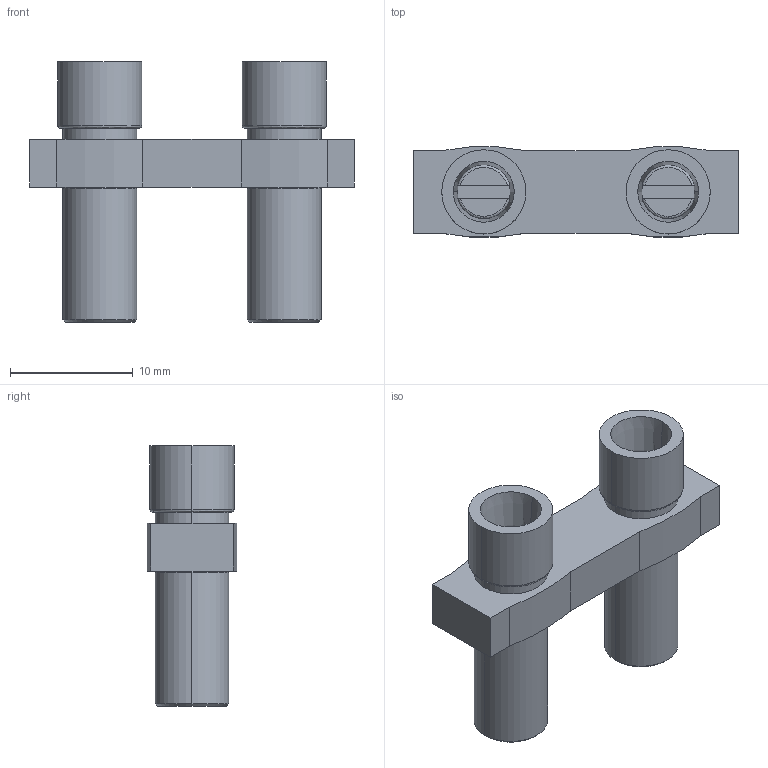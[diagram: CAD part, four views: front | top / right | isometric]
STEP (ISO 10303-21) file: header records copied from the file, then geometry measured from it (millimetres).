
FILE_DESCRIPTION (( 'STEP AP203' ), '1' );
FILE_NAME ('2''LÝ - MRK 35 ÜST KÖPRÜ.STEP', '2020-03-26T08:19:59', ( '' ), ( '' ), 'SwSTEP 2.0', 'SolidWorks 2011', '' );
FILE_SCHEMA (( 'CONFIG_CONTROL_DESIGN' ));
Length unit declared in the file: millimetre
Products named in the file (1): 2''LÝ - MRK 35 ÜST KÖPRÜ
Bounding box: 26.4 x 7.32 x 21.2 mm (x, y, z)
Volume: 1585.7 mm3; surface area: 1912.7 mm2
Topology: 1 solids, 3 shells, 104 faces, 234 edges, 152 vertices
Faces by surface type: plane 38, cylinder 36, bspline 18, cone 12
Entity records: 3521 total; most frequent: CARTESIAN_POINT 1148, DIRECTION 486, ORIENTED_EDGE 468, EDGE_CURVE 234, AXIS2_PLACEMENT_3D 203, VERTEX_POINT 152, EDGE_LOOP 124, CIRCLE 116
